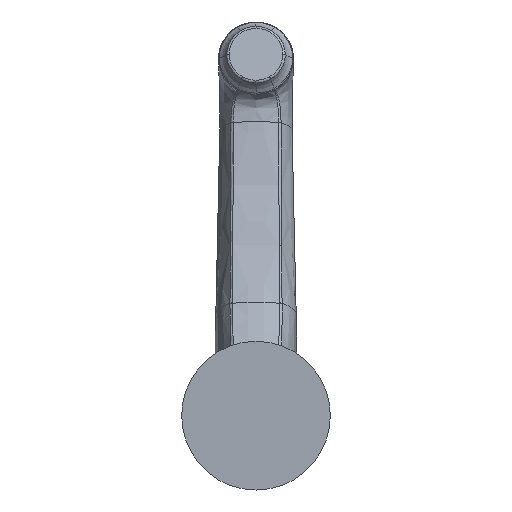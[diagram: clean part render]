
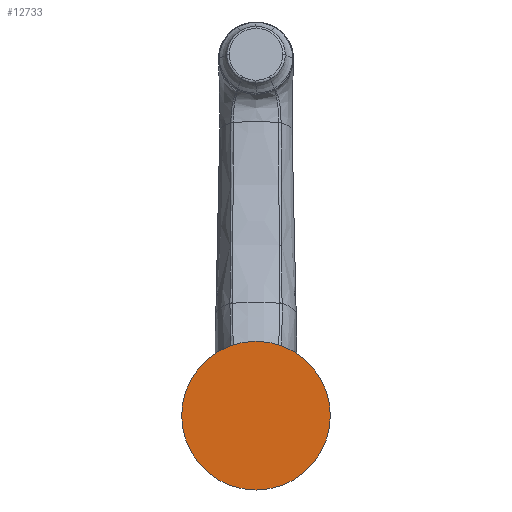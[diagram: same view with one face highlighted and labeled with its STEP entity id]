
A CAD part, front view. The second image highlights one B-rep face of the part: STEP entity #12733.
In plain terms, the highlighted planar face has unit normal (0, -1, 0).
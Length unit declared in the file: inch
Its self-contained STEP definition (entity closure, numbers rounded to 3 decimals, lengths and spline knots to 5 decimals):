
#576=CARTESIAN_POINT('',(0.,-2.766,0.));
#577=DIRECTION('',(0.,1.,0.));
#578=DIRECTION('',(0.,0.,-1.));
#579=AXIS2_PLACEMENT_3D('',#576,#577,#578);
#1860=CARTESIAN_POINT('',(0.,-2.766,0.));
#1861=DIRECTION('',(0.,-1.,0.));
#1862=DIRECTION('',(0.,0.,-1.));
#1863=AXIS2_PLACEMENT_3D('',#1860,#1861,#1862);
#4333=CARTESIAN_POINT('',(0.,-2.766,-1.15));
#4334=CARTESIAN_POINT('',(0.,-2.766,1.15));
#4335=VERTEX_POINT('',#4333);
#4336=VERTEX_POINT('',#4334);
#12724=CARTESIAN_POINT('',(0.,-2.766,0.));
#12725=DIRECTION('',(0.,-1.,0.));
#12726=DIRECTION('',(0.,0.,1.));
#12727=AXIS2_PLACEMENT_3D('',#12724,#12725,#12726);
#12728=PLANE('',#12727);
#12729=ORIENTED_EDGE('',*,*,#5363,.T.);
#12730=ORIENTED_EDGE('',*,*,#7252,.F.);
#12731=EDGE_LOOP('',(#12729,#12730));
#12732=FACE_OUTER_BOUND('',#12731,.F.);
#580=CIRCLE('',#579,1.15);
#1864=CIRCLE('',#1863,1.15);
#5363=EDGE_CURVE('',#4335,#4336,#580,.T.);
#7252=EDGE_CURVE('',#4335,#4336,#1864,.T.);
#12733=ADVANCED_FACE('',(#12732),#12728,.T.);
